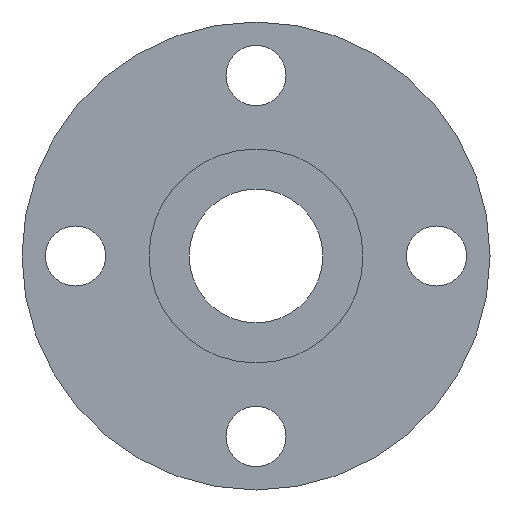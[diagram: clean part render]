
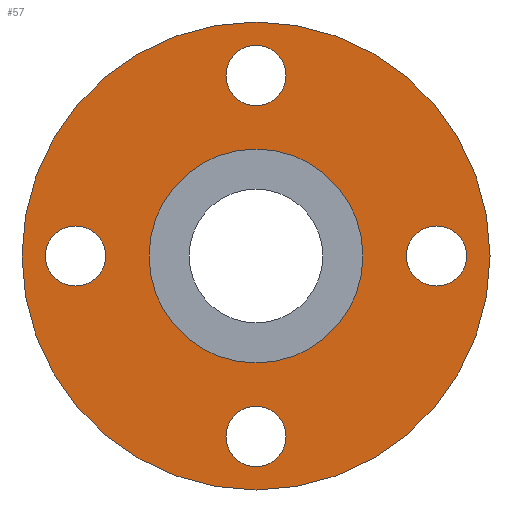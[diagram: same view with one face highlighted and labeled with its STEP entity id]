
A CAD part, left-side view. The second image highlights one B-rep face of the part: STEP entity #57.
In plain terms, the highlighted planar face has unit normal (-1, 0, 0).
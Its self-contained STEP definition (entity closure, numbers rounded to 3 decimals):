
#57=ADVANCED_FACE('',(#95,#96,#97,#98,#99,#100),#101,.T.);
#95=FACE_OUTER_BOUND('',#159,.T.);
#96=FACE_BOUND('',#160,.T.);
#97=FACE_BOUND('',#161,.T.);
#98=FACE_BOUND('',#162,.T.);
#99=FACE_BOUND('',#163,.T.);
#100=FACE_BOUND('',#164,.T.);
#101=PLANE('',#165);
#159=EDGE_LOOP('',(#280,#281));
#160=EDGE_LOOP('',(#282,#283));
#161=EDGE_LOOP('',(#284,#285));
#162=EDGE_LOOP('',(#286,#287));
#163=EDGE_LOOP('',(#288,#289));
#164=EDGE_LOOP('',(#290,#291));
#165=AXIS2_PLACEMENT_3D('',#292,#293,#294);
#280=ORIENTED_EDGE('',*,*,#448,.T.);
#281=ORIENTED_EDGE('',*,*,#429,.T.);
#282=ORIENTED_EDGE('',*,*,#449,.T.);
#283=ORIENTED_EDGE('',*,*,#435,.T.);
#284=ORIENTED_EDGE('',*,*,#450,.T.);
#285=ORIENTED_EDGE('',*,*,#439,.T.);
#286=ORIENTED_EDGE('',*,*,#451,.T.);
#287=ORIENTED_EDGE('',*,*,#443,.T.);
#288=ORIENTED_EDGE('',*,*,#452,.T.);
#289=ORIENTED_EDGE('',*,*,#447,.T.);
#290=ORIENTED_EDGE('',*,*,#413,.F.);
#291=ORIENTED_EDGE('',*,*,#453,.F.);
#292=CARTESIAN_POINT('',(0.0,0.0,0.0));
#293=DIRECTION('',(-1.0,0.0,0.0));
#294=DIRECTION('',(0.0,0.0,1.0));
#413=EDGE_CURVE('',#483,#479,#485,.T.);
#429=EDGE_CURVE('',#514,#511,#515,.T.);
#435=EDGE_CURVE('',#520,#524,#526,.T.);
#439=EDGE_CURVE('',#528,#532,#534,.T.);
#443=EDGE_CURVE('',#536,#540,#542,.T.);
#447=EDGE_CURVE('',#544,#548,#550,.T.);
#448=EDGE_CURVE('',#511,#514,#551,.T.);
#449=EDGE_CURVE('',#524,#520,#552,.T.);
#450=EDGE_CURVE('',#532,#528,#553,.T.);
#451=EDGE_CURVE('',#540,#536,#554,.T.);
#452=EDGE_CURVE('',#548,#544,#555,.T.);
#453=EDGE_CURVE('',#479,#483,#556,.T.);
#479=VERTEX_POINT('',#583);
#483=VERTEX_POINT('',#588);
#485=CIRCLE('',#591,8.0);
#511=VERTEX_POINT('',#625);
#514=VERTEX_POINT('',#629);
#515=CIRCLE('',#630,17.5);
#520=VERTEX_POINT('',#636);
#524=VERTEX_POINT('',#641);
#526=CIRCLE('',#644,2.25);
#528=VERTEX_POINT('',#646);
#532=VERTEX_POINT('',#651);
#534=CIRCLE('',#654,2.25);
#536=VERTEX_POINT('',#656);
#540=VERTEX_POINT('',#661);
#542=CIRCLE('',#664,2.25);
#544=VERTEX_POINT('',#666);
#548=VERTEX_POINT('',#671);
#550=CIRCLE('',#674,2.25);
#551=CIRCLE('',#675,17.5);
#552=CIRCLE('',#676,2.25);
#553=CIRCLE('',#677,2.25);
#554=CIRCLE('',#678,2.25);
#555=CIRCLE('',#679,2.25);
#556=CIRCLE('',#680,8.0);
#583=CARTESIAN_POINT('',(0.0,8.0,0.));
#588=CARTESIAN_POINT('',(0.0,-8.0,0.));
#591=AXIS2_PLACEMENT_3D('',#716,#717,#718);
#625=CARTESIAN_POINT('',(0.0,0.0,-17.5));
#629=CARTESIAN_POINT('',(0.0,0.,17.5));
#630=AXIS2_PLACEMENT_3D('',#746,#747,#748);
#636=CARTESIAN_POINT('',(0.0,13.5,-2.25));
#641=CARTESIAN_POINT('',(0.0,13.5,2.25));
#644=AXIS2_PLACEMENT_3D('',#758,#759,#760);
#646=CARTESIAN_POINT('',(0.0,2.25,13.5));
#651=CARTESIAN_POINT('',(0.0,-2.25,13.5));
#654=AXIS2_PLACEMENT_3D('',#766,#767,#768);
#656=CARTESIAN_POINT('',(0.0,-13.5,2.25));
#661=CARTESIAN_POINT('',(0.0,-13.5,-2.25));
#664=AXIS2_PLACEMENT_3D('',#774,#775,#776);
#666=CARTESIAN_POINT('',(0.0,-2.25,-13.5));
#671=CARTESIAN_POINT('',(0.0,2.25,-13.5));
#674=AXIS2_PLACEMENT_3D('',#782,#783,#784);
#675=AXIS2_PLACEMENT_3D('',#785,#786,#787);
#676=AXIS2_PLACEMENT_3D('',#788,#789,#790);
#677=AXIS2_PLACEMENT_3D('',#791,#792,#793);
#678=AXIS2_PLACEMENT_3D('',#794,#795,#796);
#679=AXIS2_PLACEMENT_3D('',#797,#798,#799);
#680=AXIS2_PLACEMENT_3D('',#800,#801,#802);
#716=CARTESIAN_POINT('',(0.0,0.0,0.0));
#717=DIRECTION('',(-1.0,0.0,0.0));
#718=DIRECTION('',(0.0,1.0,0.0));
#746=CARTESIAN_POINT('',(0.0,0.0,0.0));
#747=DIRECTION('',(-1.0,0.0,0.0));
#748=DIRECTION('',(0.0,0.0,-1.0));
#758=CARTESIAN_POINT('',(0.0,13.5,0.0));
#759=DIRECTION('',(1.0,0.0,0.0));
#760=DIRECTION('',(0.0,0.0,-1.0));
#766=CARTESIAN_POINT('',(0.0,0.,13.5));
#767=DIRECTION('',(1.0,0.0,0.0));
#768=DIRECTION('',(0.0,1.0,0.));
#774=CARTESIAN_POINT('',(0.0,-13.5,0.));
#775=DIRECTION('',(1.0,0.0,-0.0));
#776=DIRECTION('',(0.0,0.,1.0));
#782=CARTESIAN_POINT('',(0.0,0.,-13.5));
#783=DIRECTION('',(1.0,0.0,0.0));
#784=DIRECTION('',(0.0,-1.0,0.));
#785=CARTESIAN_POINT('',(0.0,0.0,0.0));
#786=DIRECTION('',(-1.0,0.0,0.0));
#787=DIRECTION('',(0.0,0.0,-1.0));
#788=CARTESIAN_POINT('',(0.0,13.5,0.0));
#789=DIRECTION('',(1.0,0.0,0.0));
#790=DIRECTION('',(0.0,0.0,-1.0));
#791=CARTESIAN_POINT('',(0.0,0.,13.5));
#792=DIRECTION('',(1.0,0.0,0.0));
#793=DIRECTION('',(0.0,1.0,0.));
#794=CARTESIAN_POINT('',(0.0,-13.5,0.));
#795=DIRECTION('',(1.0,0.0,-0.0));
#796=DIRECTION('',(0.0,0.,1.0));
#797=CARTESIAN_POINT('',(0.0,0.,-13.5));
#798=DIRECTION('',(1.0,0.0,0.0));
#799=DIRECTION('',(0.0,-1.0,0.));
#800=CARTESIAN_POINT('',(0.0,0.0,0.0));
#801=DIRECTION('',(-1.0,0.0,0.0));
#802=DIRECTION('',(0.0,1.0,0.0));
